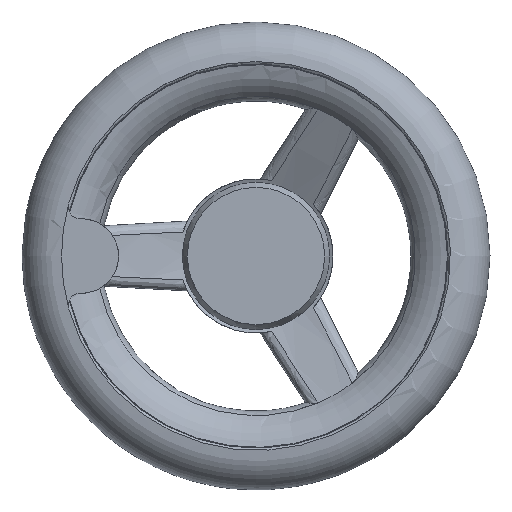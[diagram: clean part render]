
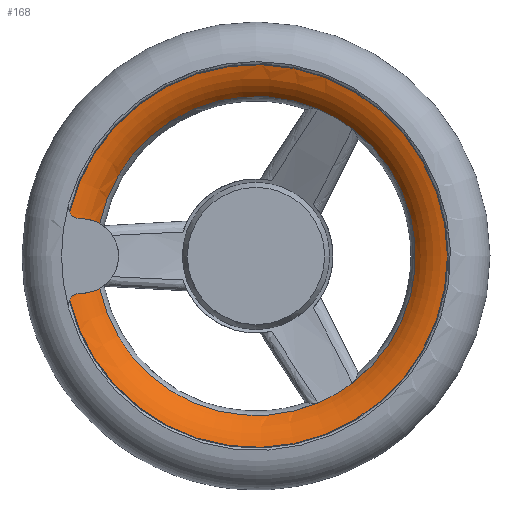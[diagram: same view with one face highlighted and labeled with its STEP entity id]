
A CAD part, left-side view. The second image highlights one B-rep face of the part: STEP entity #168.
In plain terms, the highlighted toroidal (fillet/blend) face has major radius 43.294 mm and minor radius 11 mm.
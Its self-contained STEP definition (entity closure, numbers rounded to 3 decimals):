
#157=TOROIDAL_SURFACE('',#1220,43.294,11.);
#168=ADVANCED_FACE('',(#247),#157,.T.);
#247=FACE_OUTER_BOUND('',#307,.T.);
#307=EDGE_LOOP('',(#511,#512,#513,#514,#515,#516,#517,#518,#519,#520));
#423=CIRCLE('',#1210,34.25);
#424=CIRCLE('',#1212,34.25);
#426=CIRCLE('',#1216,41.087);
#427=CIRCLE('',#1217,34.25);
#428=CIRCLE('',#1218,34.25);
#429=CIRCLE('',#1219,34.25);
#511=ORIENTED_EDGE('',*,*,#962,.T.);
#512=ORIENTED_EDGE('',*,*,#963,.T.);
#513=ORIENTED_EDGE('',*,*,#964,.T.);
#514=ORIENTED_EDGE('',*,*,#956,.F.);
#515=ORIENTED_EDGE('',*,*,#965,.F.);
#516=ORIENTED_EDGE('',*,*,#951,.F.);
#517=ORIENTED_EDGE('',*,*,#966,.F.);
#518=ORIENTED_EDGE('',*,*,#967,.F.);
#519=ORIENTED_EDGE('',*,*,#968,.T.);
#520=ORIENTED_EDGE('',*,*,#969,.F.);
#833=VERTEX_POINT('',#1705);
#834=VERTEX_POINT('',#1707);
#837=VERTEX_POINT('',#1766);
#838=VERTEX_POINT('',#1768);
#842=VERTEX_POINT('',#1795);
#843=VERTEX_POINT('',#1796);
#844=VERTEX_POINT('',#1810);
#845=VERTEX_POINT('',#1817);
#846=VERTEX_POINT('',#1819);
#847=VERTEX_POINT('',#1824);
#951=EDGE_CURVE('',#833,#834,#423,.T.);
#956=EDGE_CURVE('',#837,#838,#424,.T.);
#962=EDGE_CURVE('',#842,#843,#426,.T.);
#963=EDGE_CURVE('',#843,#844,#1121,.T.);
#964=EDGE_CURVE('',#844,#838,#1122,.T.);
#965=EDGE_CURVE('',#834,#837,#427,.T.);
#966=EDGE_CURVE('',#845,#833,#428,.T.);
#967=EDGE_CURVE('',#846,#845,#429,.T.);
#968=EDGE_CURVE('',#846,#847,#1123,.T.);
#969=EDGE_CURVE('',#842,#847,#1124,.T.);
#1121=B_SPLINE_CURVE_WITH_KNOTS('',3,(#1797,#1798,#1799,#1800,#1801,#1802,
#1803,#1804,#1805,#1806,#1807,#1808,#1809),.UNSPECIFIED.,.F.,.F.,(4,3,3,
3,4),(0.,0.292,0.584,0.883,1.),.UNSPECIFIED.);
#1122=B_SPLINE_CURVE_WITH_KNOTS('',3,(#1811,#1812,#1813,#1814),.UNSPECIFIED.,
.F.,.F.,(4,4),(0.,1.),.UNSPECIFIED.);
#1123=B_SPLINE_CURVE_WITH_KNOTS('',3,(#1820,#1821,#1822,#1823),.UNSPECIFIED.,
.F.,.F.,(4,4),(0.,1.),.UNSPECIFIED.);
#1124=B_SPLINE_CURVE_WITH_KNOTS('',3,(#1825,#1826,#1827,#1828,#1829,#1830,
#1831,#1832,#1833,#1834,#1835,#1836,#1837),.UNSPECIFIED.,.F.,.F.,(4,3,3,
3,4),(0.,0.292,0.584,0.883,1.),.UNSPECIFIED.);
#1210=AXIS2_PLACEMENT_3D('',#1706,#1321,#1322);
#1212=AXIS2_PLACEMENT_3D('',#1767,#1325,#1326);
#1216=AXIS2_PLACEMENT_3D('',#1794,#1333,#1334);
#1217=AXIS2_PLACEMENT_3D('',#1815,#1335,#1336);
#1218=AXIS2_PLACEMENT_3D('',#1816,#1337,#1338);
#1219=AXIS2_PLACEMENT_3D('',#1818,#1339,#1340);
#1220=AXIS2_PLACEMENT_3D('',#1838,#1341,#1342);
#1321=DIRECTION('',(-1.,0.,0.));
#1322=DIRECTION('',(0.,0.,1.));
#1325=DIRECTION('',(-1.,0.,0.));
#1326=DIRECTION('',(0.,0.,1.));
#1333=DIRECTION('',(-1.,0.,0.));
#1334=DIRECTION('',(0.,0.,1.));
#1335=DIRECTION('',(-1.,0.,0.));
#1336=DIRECTION('',(0.,0.,1.));
#1337=DIRECTION('',(-1.,0.,0.));
#1338=DIRECTION('',(0.,0.,1.));
#1339=DIRECTION('',(-1.,0.,0.));
#1340=DIRECTION('',(0.,0.,1.));
#1341=DIRECTION('',(-1.,0.,0.));
#1342=DIRECTION('',(0.,0.,1.));
#1705=CARTESIAN_POINT('',(352.868,162.981,-27.296));
#1706=CARTESIAN_POINT('',(352.868,183.669,0.));
#1707=CARTESIAN_POINT('',(352.868,162.981,27.296));
#1766=CARTESIAN_POINT('',(352.868,170.373,31.564));
#1767=CARTESIAN_POINT('',(352.868,183.669,0.));
#1768=CARTESIAN_POINT('',(352.868,217.206,6.95));
#1794=CARTESIAN_POINT('',(348.352,183.669,0.));
#1795=CARTESIAN_POINT('',(348.352,223.688,-9.305));
#1796=CARTESIAN_POINT('',(348.352,223.688,9.305));
#1797=CARTESIAN_POINT('',(348.352,223.688,9.305));
#1798=CARTESIAN_POINT('',(348.39,223.556,9.06));
#1799=CARTESIAN_POINT('',(348.44,223.38,8.837));
#1800=CARTESIAN_POINT('',(348.503,223.179,8.652));
#1801=CARTESIAN_POINT('',(348.567,222.978,8.468));
#1802=CARTESIAN_POINT('',(348.645,222.745,8.317));
#1803=CARTESIAN_POINT('',(348.735,222.502,8.209));
#1804=CARTESIAN_POINT('',(348.828,222.253,8.099));
#1805=CARTESIAN_POINT('',(348.935,221.987,8.031));
#1806=CARTESIAN_POINT('',(349.05,221.724,8.006));
#1807=CARTESIAN_POINT('',(349.095,221.62,7.996));
#1808=CARTESIAN_POINT('',(349.141,221.516,7.993));
#1809=CARTESIAN_POINT('',(349.189,221.413,7.996));
#1810=CARTESIAN_POINT('',(349.189,221.413,7.996));
#1811=CARTESIAN_POINT('',(349.189,221.413,7.996));
#1812=CARTESIAN_POINT('',(349.997,219.659,8.05));
#1813=CARTESIAN_POINT('',(351.297,218.199,7.516));
#1814=CARTESIAN_POINT('',(352.868,217.206,6.95));
#1815=CARTESIAN_POINT('',(352.868,183.669,0.));
#1816=CARTESIAN_POINT('',(352.868,183.669,0.));
#1817=CARTESIAN_POINT('',(352.868,170.373,-31.564));
#1818=CARTESIAN_POINT('',(352.868,183.669,0.));
#1819=CARTESIAN_POINT('',(352.868,217.206,-6.95));
#1820=CARTESIAN_POINT('',(352.868,217.206,-6.95));
#1821=CARTESIAN_POINT('',(351.297,218.2,-7.516));
#1822=CARTESIAN_POINT('',(350.004,219.644,-8.05));
#1823=CARTESIAN_POINT('',(349.189,221.413,-7.996));
#1824=CARTESIAN_POINT('',(349.189,221.413,-7.996));
#1825=CARTESIAN_POINT('',(348.352,223.688,-9.305));
#1826=CARTESIAN_POINT('',(348.39,223.556,-9.06));
#1827=CARTESIAN_POINT('',(348.44,223.38,-8.837));
#1828=CARTESIAN_POINT('',(348.503,223.179,-8.652));
#1829=CARTESIAN_POINT('',(348.567,222.978,-8.468));
#1830=CARTESIAN_POINT('',(348.645,222.745,-8.317));
#1831=CARTESIAN_POINT('',(348.735,222.502,-8.209));
#1832=CARTESIAN_POINT('',(348.828,222.253,-8.099));
#1833=CARTESIAN_POINT('',(348.935,221.987,-8.031));
#1834=CARTESIAN_POINT('',(349.05,221.724,-8.006));
#1835=CARTESIAN_POINT('',(349.095,221.62,-7.996));
#1836=CARTESIAN_POINT('',(349.141,221.516,-7.993));
#1837=CARTESIAN_POINT('',(349.189,221.413,-7.996));
#1838=CARTESIAN_POINT('',(359.128,183.669,0.));
